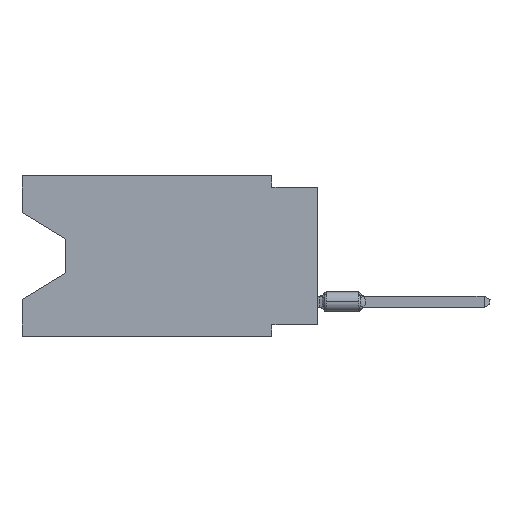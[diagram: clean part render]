
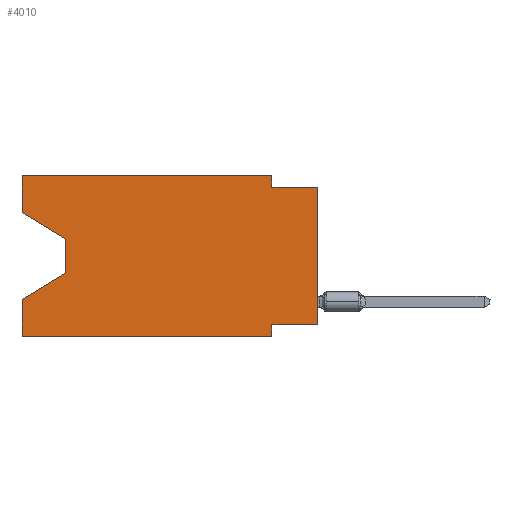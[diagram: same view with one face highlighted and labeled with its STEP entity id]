
A CAD part, left-side view. The second image highlights one B-rep face of the part: STEP entity #4010.
In plain terms, the highlighted planar face has unit normal (-1, 0, 0).
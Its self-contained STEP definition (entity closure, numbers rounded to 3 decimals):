
#215 = ORIENTED_EDGE ( 'NONE', *, *, #41024, .F. ) ;
#1140 = DIRECTION ( 'NONE',  ( 0., -1., 0. ) ) ;
#1348 = LINE ( 'NONE', #57058, #46063 ) ;
#1509 = VECTOR ( 'NONE', #18059, 1000. ) ;
#2298 = CARTESIAN_POINT ( 'NONE',  ( 0., 0., -8.255 ) ) ;
#2321 = LINE ( 'NONE', #43254, #55201 ) ;
#2626 = LINE ( 'NONE', #18046, #25571 ) ;
#2951 = LINE ( 'NONE', #2298, #1509 ) ;
#3048 = VECTOR ( 'NONE', #62996, 1000. ) ;
#3209 = DIRECTION ( 'NONE',  ( 0., -1., 0. ) ) ;
#3609 = DIRECTION ( 'NONE',  ( 0., 0., -1. ) ) ;
#4010 = ADVANCED_FACE ( 'NONE', ( #9602 ), #59989, .F. ) ;
#4482 = CARTESIAN_POINT ( 'NONE',  ( 0., 0., -8.255 ) ) ;
#5036 = LINE ( 'NONE', #41282, #25765 ) ;
#5138 = LINE ( 'NONE', #56501, #32889 ) ;
#5825 = ORIENTED_EDGE ( 'NONE', *, *, #14707, .T. ) ;
#6371 = EDGE_CURVE ( 'NONE', #15895, #55401, #62538, .T. ) ;
#6872 = VERTEX_POINT ( 'NONE', #13397 ) ;
#8432 = EDGE_CURVE ( 'NONE', #30520, #15895, #2626, .T. ) ;
#9602 = FACE_OUTER_BOUND ( 'NONE', #17248, .T. ) ;
#10410 = CARTESIAN_POINT ( 'NONE',  ( 0., 2.54, 0. ) ) ;
#11067 = DIRECTION ( 'NONE',  ( 0., 0., -1. ) ) ;
#13397 = CARTESIAN_POINT ( 'NONE',  ( 0., 13.97, -3.505 ) ) ;
#14131 = CARTESIAN_POINT ( 'NONE',  ( 0., 16.383, -8.89 ) ) ;
#14234 = CARTESIAN_POINT ( 'NONE',  ( 0., 0., 0. ) ) ;
#14697 = CARTESIAN_POINT ( 'NONE',  ( 0., 2.54, -0.635 ) ) ;
#14707 = EDGE_CURVE ( 'NONE', #37165, #6872, #40534, .T. ) ;
#15710 = CARTESIAN_POINT ( 'NONE',  ( 0., 16.383, 0. ) ) ;
#15895 = VERTEX_POINT ( 'NONE', #14697 ) ;
#17248 = EDGE_LOOP ( 'NONE', ( #5825, #21104, #43929, #65046, #47572, #215, #37469, #52527, #54745, #34268, #42714, #50351 ) ) ;
#17494 = VERTEX_POINT ( 'NONE', #20976 ) ;
#17638 = LINE ( 'NONE', #27380, #48466 ) ;
#17728 = EDGE_CURVE ( 'NONE', #6872, #17494, #5036, .T. ) ;
#18046 = CARTESIAN_POINT ( 'NONE',  ( 0., 2.54, 0. ) ) ;
#18059 = DIRECTION ( 'NONE',  ( 0., 1., 0. ) ) ;
#20857 = EDGE_CURVE ( 'NONE', #50239, #44406, #52606, .T. ) ;
#20976 = CARTESIAN_POINT ( 'NONE',  ( 0., 13.97, -5.385 ) ) ;
#21104 = ORIENTED_EDGE ( 'NONE', *, *, #17728, .T. ) ;
#21574 = EDGE_CURVE ( 'NONE', #50239, #27157, #5138, .T. ) ;
#24324 = LINE ( 'NONE', #14234, #47253 ) ;
#25041 = VERTEX_POINT ( 'NONE', #4482 ) ;
#25106 = CARTESIAN_POINT ( 'NONE',  ( 0., 16.383, -2.038 ) ) ;
#25491 = CARTESIAN_POINT ( 'NONE',  ( 0., 16.383, -2.038 ) ) ;
#25571 = VECTOR ( 'NONE', #38530, 1000. ) ;
#25765 = VECTOR ( 'NONE', #61426, 1000. ) ;
#25963 = DIRECTION ( 'NONE',  ( 0., 0., 1. ) ) ;
#27157 = VERTEX_POINT ( 'NONE', #27671 ) ;
#27380 = CARTESIAN_POINT ( 'NONE',  ( 0., 13.97, -5.385 ) ) ;
#27671 = CARTESIAN_POINT ( 'NONE',  ( 0., 16.383, -6.852 ) ) ;
#28321 = EDGE_CURVE ( 'NONE', #17494, #27157, #17638, .T. ) ;
#29363 = LINE ( 'NONE', #35032, #57959 ) ;
#30520 = VERTEX_POINT ( 'NONE', #10410 ) ;
#32889 = VECTOR ( 'NONE', #25963, 1000. ) ;
#34268 = ORIENTED_EDGE ( 'NONE', *, *, #8432, .F. ) ;
#34622 = AXIS2_PLACEMENT_3D ( 'NONE', #39834, #49587, #3609 ) ;
#34709 = DIRECTION ( 'NONE',  ( 0., 0., 1. ) ) ;
#35032 = CARTESIAN_POINT ( 'NONE',  ( 0., 16.383, 0. ) ) ;
#35520 = VERTEX_POINT ( 'NONE', #55130 ) ;
#37165 = VERTEX_POINT ( 'NONE', #25491 ) ;
#37469 = ORIENTED_EDGE ( 'NONE', *, *, #45790, .F. ) ;
#38530 = DIRECTION ( 'NONE',  ( 0., 0., -1. ) ) ;
#39197 = VECTOR ( 'NONE', #40868, 1000. ) ;
#39834 = CARTESIAN_POINT ( 'NONE',  ( 0., 16.383, 0. ) ) ;
#40534 = LINE ( 'NONE', #25106, #39197 ) ;
#40868 = DIRECTION ( 'NONE',  ( 0., -0.855, -0.519 ) ) ;
#41024 = EDGE_CURVE ( 'NONE', #35520, #44406, #1348, .T. ) ;
#41282 = CARTESIAN_POINT ( 'NONE',  ( 0., 13.97, -3.505 ) ) ;
#41894 = EDGE_CURVE ( 'NONE', #60152, #30520, #29363, .T. ) ;
#41987 = EDGE_CURVE ( 'NONE', #25041, #55401, #24324, .T. ) ;
#42132 = DIRECTION ( 'NONE',  ( 0., 0.855, -0.519 ) ) ;
#42714 = ORIENTED_EDGE ( 'NONE', *, *, #41894, .F. ) ;
#43254 = CARTESIAN_POINT ( 'NONE',  ( 0., 16.383, 0. ) ) ;
#43929 = ORIENTED_EDGE ( 'NONE', *, *, #28321, .T. ) ;
#44406 = VERTEX_POINT ( 'NONE', #49908 ) ;
#45790 = EDGE_CURVE ( 'NONE', #25041, #35520, #2951, .T. ) ;
#46063 = VECTOR ( 'NONE', #11067, 1000. ) ;
#46496 = CARTESIAN_POINT ( 'NONE',  ( 0., 0., -0.635 ) ) ;
#47038 = VECTOR ( 'NONE', #1140, 1000. ) ;
#47253 = VECTOR ( 'NONE', #34709, 1000. ) ;
#47572 = ORIENTED_EDGE ( 'NONE', *, *, #20857, .T. ) ;
#48466 = VECTOR ( 'NONE', #42132, 1000. ) ;
#48816 = EDGE_CURVE ( 'NONE', #37165, #60152, #2321, .T. ) ;
#49587 = DIRECTION ( 'NONE',  ( 1., 0., 0. ) ) ;
#49908 = CARTESIAN_POINT ( 'NONE',  ( 0., 2.54, -8.89 ) ) ;
#50239 = VERTEX_POINT ( 'NONE', #14131 ) ;
#50351 = ORIENTED_EDGE ( 'NONE', *, *, #48816, .F. ) ;
#52527 = ORIENTED_EDGE ( 'NONE', *, *, #41987, .T. ) ;
#52606 = LINE ( 'NONE', #53609, #3048 ) ;
#53609 = CARTESIAN_POINT ( 'NONE',  ( 0., 16.383, -8.89 ) ) ;
#54745 = ORIENTED_EDGE ( 'NONE', *, *, #6371, .F. ) ;
#55130 = CARTESIAN_POINT ( 'NONE',  ( 0., 2.54, -8.255 ) ) ;
#55201 = VECTOR ( 'NONE', #63710, 1000. ) ;
#55401 = VERTEX_POINT ( 'NONE', #46496 ) ;
#56501 = CARTESIAN_POINT ( 'NONE',  ( 0., 16.383, 0. ) ) ;
#57058 = CARTESIAN_POINT ( 'NONE',  ( 0., 2.54, -8.89 ) ) ;
#57959 = VECTOR ( 'NONE', #3209, 1000. ) ;
#58523 = CARTESIAN_POINT ( 'NONE',  ( 0., 0., -0.635 ) ) ;
#59989 = PLANE ( 'NONE',  #34622 ) ;
#60152 = VERTEX_POINT ( 'NONE', #15710 ) ;
#61426 = DIRECTION ( 'NONE',  ( 0., 0., -1. ) ) ;
#62538 = LINE ( 'NONE', #58523, #47038 ) ;
#62996 = DIRECTION ( 'NONE',  ( 0., -1., 0. ) ) ;
#63710 = DIRECTION ( 'NONE',  ( 0., 0., 1. ) ) ;
#65046 = ORIENTED_EDGE ( 'NONE', *, *, #21574, .F. ) ;
